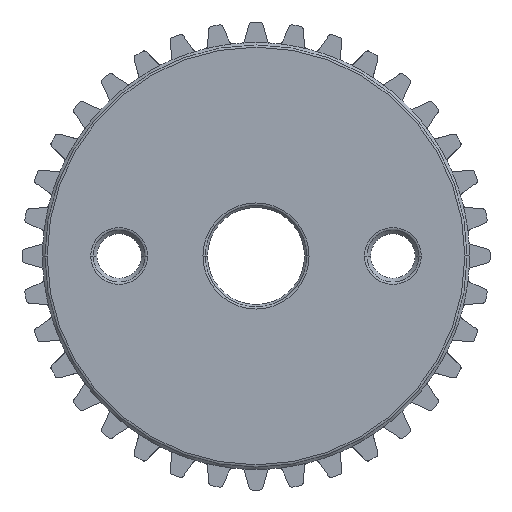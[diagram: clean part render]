
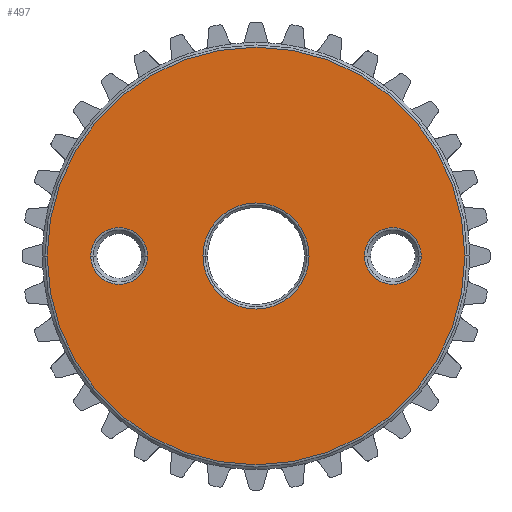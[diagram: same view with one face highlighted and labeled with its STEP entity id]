
A CAD part, front view. The second image highlights one B-rep face of the part: STEP entity #497.
In plain terms, the highlighted planar face has unit normal (0, -1, 0).
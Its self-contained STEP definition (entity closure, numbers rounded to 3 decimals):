
#184=CARTESIAN_POINT('POINT13',(13.186,
   0.,0.));
#185=VERTEX_POINT('VERTEX13',#184);
#193=CARTESIAN_POINT('POINT14',(8.658,
   0.,0.));
#194=VERTEX_POINT('VERTEX14',#193);
#195=CARTESIAN_POINT('POS23',(10.922,0.,0.));
#196=DIRECTION('DIR39',(0.,1.,0.));
#197=DIRECTION('DIR40',(0.,0.,-1.));
#198=AXIS2_PLACEMENT_3D('AXIS17',#195,#196,#197);
#199=CIRCLE('ELLIPSE14',#198,2.264);
#200=EDGE_CURVE('EDGE20',#185,#194,#199,.F.);
#219=CARTESIAN_POINT('POS26',(10.922,0.,0.));
#220=DIRECTION('DIR45',(0.,1.,0.));
#221=DIRECTION('DIR46',(0.,0.,-1.));
#222=AXIS2_PLACEMENT_3D('AXIS20',#219,#220,#221);
#223=CIRCLE('ELLIPSE16',#222,2.264);
#224=EDGE_CURVE('EDGE22',#194,#185,#223,.F.);
#231=CARTESIAN_POINT('POINT15',(4.233,
   0.,0.));
#232=VERTEX_POINT('VERTEX15',#231);
#240=CARTESIAN_POINT('POINT16',(-4.233,
   0.,0.));
#241=VERTEX_POINT('VERTEX16',#240);
#242=CARTESIAN_POINT('POS28',(0.,0.,0.));
#243=DIRECTION('DIR49',(0.,1.,0.));
#244=DIRECTION('DIR50',(0.,0.,-1.));
#245=AXIS2_PLACEMENT_3D('AXIS22',#242,#243,#244);
#246=CIRCLE('ELLIPSE18',#245,4.233);
#247=EDGE_CURVE('EDGE24',#232,#241,#246,.F.);
#266=CARTESIAN_POINT('POS31',(0.,0.,0.));
#267=DIRECTION('DIR55',(0.,1.,0.));
#268=DIRECTION('DIR56',(0.,0.,-1.));
#269=AXIS2_PLACEMENT_3D('AXIS25',#266,#267,#268);
#270=CIRCLE('ELLIPSE20',#269,4.233);
#271=EDGE_CURVE('EDGE26',#241,#232,#270,.F.);
#278=CARTESIAN_POINT('POINT17',(-8.658,
   0.,0.));
#279=VERTEX_POINT('VERTEX17',#278);
#287=CARTESIAN_POINT('POINT18',(-13.186,
   0.,0.));
#288=VERTEX_POINT('VERTEX18',#287);
#289=CARTESIAN_POINT('POS33',(-10.922,0.,0.));
#290=DIRECTION('DIR59',(0.,1.,0.));
#291=DIRECTION('DIR60',(0.,0.,-1.));
#292=AXIS2_PLACEMENT_3D('AXIS27',#289,#290,#291);
#293=CIRCLE('ELLIPSE22',#292,2.264);
#294=EDGE_CURVE('EDGE28',#279,#288,#293,.F.);
#313=CARTESIAN_POINT('POS36',(-10.922,0.,0.));
#314=DIRECTION('DIR65',(0.,1.,0.));
#315=DIRECTION('DIR66',(0.,0.,-1.));
#316=AXIS2_PLACEMENT_3D('AXIS30',#313,#314,#315);
#317=CIRCLE('ELLIPSE24',#316,2.264);
#318=EDGE_CURVE('EDGE30',#288,#279,#317,.F.);
#460=ORIENTED_EDGE('COEDGE73',*,*,#318,.F.);
#461=ORIENTED_EDGE('COEDGE74',*,*,#294,.F.);
#462=EDGE_LOOP('NONE',(#460,#461));
#463=FACE_BOUND('LOOP1',#462,.T.);
#464=CARTESIAN_POINT('POINT25',(-16.659,
   0.,0.));
#465=VERTEX_POINT('VERTEX25',#464);
#466=CARTESIAN_POINT('POINT26',(16.659,
   0.,0.));
#467=VERTEX_POINT('VERTEX26',#466);
#468=CARTESIAN_POINT('POS52',(0.,0.,0.));
#469=DIRECTION('DIR91',(0.,1.,0.));
#470=DIRECTION('DIR92',(0.,0.,1.));
#471=AXIS2_PLACEMENT_3D('AXIS40',#468,#469,#470);
#472=CIRCLE('ELLIPSE31',#471,16.659);
#473=EDGE_CURVE('EDGE43',#465,#467,#472,.T.);
#474=ORIENTED_EDGE('COEDGE75',*,*,#473,.F.);
#475=CARTESIAN_POINT('POS53',(0.,0.,0.));
#476=DIRECTION('DIR93',(0.,1.,0.));
#477=DIRECTION('DIR94',(0.,0.,1.));
#478=AXIS2_PLACEMENT_3D('AXIS41',#475,#476,#477);
#479=CIRCLE('ELLIPSE32',#478,16.659);
#480=EDGE_CURVE('EDGE44',#467,#465,#479,.T.);
#481=ORIENTED_EDGE('COEDGE76',*,*,#480,.F.);
#482=EDGE_LOOP('NONE',(#474,#481));
#483=FACE_BOUND('LOOP1',#482,.T.);
#484=ORIENTED_EDGE('COEDGE77',*,*,#271,.F.);
#485=ORIENTED_EDGE('COEDGE78',*,*,#247,.F.);
#486=EDGE_LOOP('NONE',(#484,#485));
#487=FACE_BOUND('LOOP1',#486,.T.);
#488=ORIENTED_EDGE('COEDGE79',*,*,#224,.F.);
#489=ORIENTED_EDGE('COEDGE80',*,*,#200,.F.);
#490=EDGE_LOOP('NONE',(#488,#489));
#491=FACE_BOUND('LOOP1',#490,.T.);
#492=CARTESIAN_POINT('POS54',(0.,0.,0.));
#493=DIRECTION('DIR95',(0.,1.,0.));
#494=DIRECTION('DIR96',(1.,0.,0.));
#495=AXIS2_PLACEMENT_3D('AXIS42',#492,#493,#494);
#496=PLANE('PLANE1',#495);
#497=ADVANCED_FACE('FACE19',(#463,#483,#487,#491),#496,.F.);
